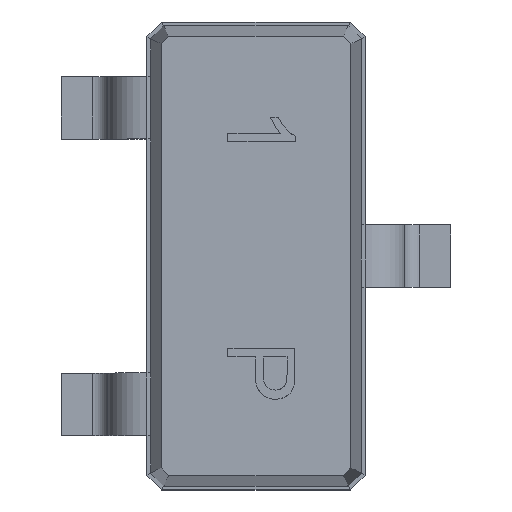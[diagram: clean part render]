
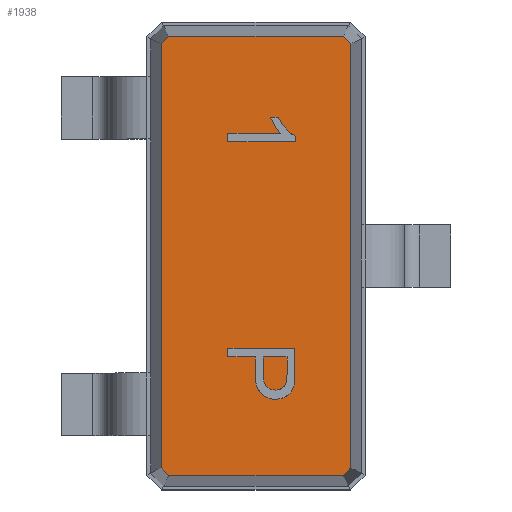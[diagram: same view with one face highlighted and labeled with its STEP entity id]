
A CAD part, top view. The second image highlights one B-rep face of the part: STEP entity #1938.
In plain terms, the highlighted planar face has unit normal (0, 0, 1).
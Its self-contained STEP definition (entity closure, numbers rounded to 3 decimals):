
#265=FACE_OUTER_BOUND('',#375,.T.);
#375=EDGE_LOOP('',(#1646,#1647,#1648,#1649,#1650,#1651,#1652,#1653));
#524=LINE('',#3129,#734);
#579=LINE('',#3275,#789);
#581=LINE('',#3279,#791);
#582=LINE('',#3281,#792);
#583=LINE('',#3283,#793);
#584=LINE('',#3285,#794);
#585=LINE('',#3287,#795);
#586=LINE('',#3288,#796);
#734=VECTOR('',#2325,1.);
#789=VECTOR('',#2454,1.);
#791=VECTOR('',#2458,1.);
#792=VECTOR('',#2459,1.);
#793=VECTOR('',#2460,1.);
#794=VECTOR('',#2461,1.);
#795=VECTOR('',#2462,1.);
#796=VECTOR('',#2463,1.);
#927=VERTEX_POINT('',#3126);
#928=VERTEX_POINT('',#3128);
#982=VERTEX_POINT('',#3274);
#983=VERTEX_POINT('',#3278);
#984=VERTEX_POINT('',#3280);
#985=VERTEX_POINT('',#3282);
#986=VERTEX_POINT('',#3284);
#987=VERTEX_POINT('',#3286);
#1142=EDGE_CURVE('',#927,#928,#524,.T.);
#1215=EDGE_CURVE('',#928,#982,#579,.T.);
#1217=EDGE_CURVE('',#983,#927,#581,.T.);
#1218=EDGE_CURVE('',#984,#983,#582,.T.);
#1219=EDGE_CURVE('',#985,#984,#583,.T.);
#1220=EDGE_CURVE('',#986,#985,#584,.T.);
#1221=EDGE_CURVE('',#987,#986,#585,.T.);
#1222=EDGE_CURVE('',#982,#987,#586,.T.);
#1646=ORIENTED_EDGE('',*,*,#1142,.F.);
#1647=ORIENTED_EDGE('',*,*,#1217,.F.);
#1648=ORIENTED_EDGE('',*,*,#1218,.F.);
#1649=ORIENTED_EDGE('',*,*,#1219,.F.);
#1650=ORIENTED_EDGE('',*,*,#1220,.F.);
#1651=ORIENTED_EDGE('',*,*,#1221,.F.);
#1652=ORIENTED_EDGE('',*,*,#1222,.F.);
#1653=ORIENTED_EDGE('',*,*,#1215,.F.);
#1839=PLANE('',#2072);
#1938=ADVANCED_FACE('',(#265),#1839,.T.);
#2072=AXIS2_PLACEMENT_3D('',#3277,#2456,#2457);
#2325=DIRECTION('',(1.,0.,0.));
#2454=DIRECTION('',(0.707,-0.707,0.));
#2456=DIRECTION('center_axis',(0.,0.,1.));
#2457=DIRECTION('ref_axis',(0.369,-0.929,0.));
#2458=DIRECTION('',(0.707,0.707,0.));
#2459=DIRECTION('',(0.,1.,0.));
#2460=DIRECTION('',(-0.707,0.707,0.));
#2461=DIRECTION('',(-1.,0.,0.));
#2462=DIRECTION('',(-0.707,-0.707,0.));
#2463=DIRECTION('',(0.,-1.,0.));
#3126=CARTESIAN_POINT('',(-0.559,1.408,1.2));
#3128=CARTESIAN_POINT('',(0.559,1.408,1.2));
#3129=CARTESIAN_POINT('',(-0.559,1.408,1.2));
#3274=CARTESIAN_POINT('',(0.608,1.359,1.2));
#3275=CARTESIAN_POINT('',(0.559,1.408,1.2));
#3277=CARTESIAN_POINT('Origin',(-0.559,1.408,1.2));
#3278=CARTESIAN_POINT('',(-0.608,1.359,1.2));
#3279=CARTESIAN_POINT('',(-0.608,1.359,1.2));
#3280=CARTESIAN_POINT('',(-0.608,-1.359,1.2));
#3281=CARTESIAN_POINT('',(-0.608,-1.359,1.2));
#3282=CARTESIAN_POINT('',(-0.559,-1.408,1.2));
#3283=CARTESIAN_POINT('',(-0.559,-1.408,1.2));
#3284=CARTESIAN_POINT('',(0.559,-1.408,1.2));
#3285=CARTESIAN_POINT('',(0.559,-1.408,1.2));
#3286=CARTESIAN_POINT('',(0.608,-1.359,1.2));
#3287=CARTESIAN_POINT('',(0.608,-1.359,1.2));
#3288=CARTESIAN_POINT('',(0.608,1.359,1.2));
